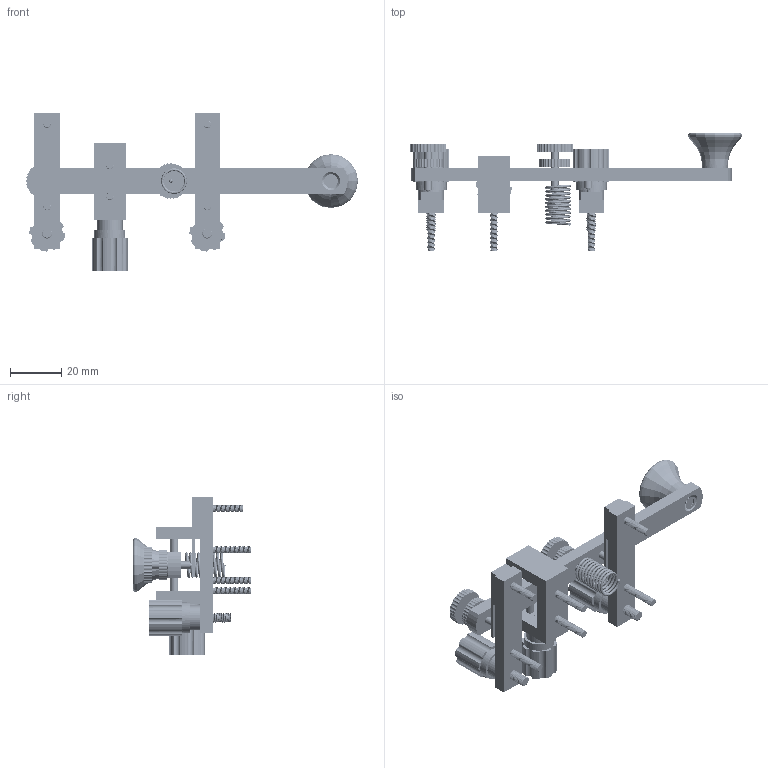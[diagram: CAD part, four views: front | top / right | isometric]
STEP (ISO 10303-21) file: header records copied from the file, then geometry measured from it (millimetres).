
FILE_DESCRIPTION(/* description */ (''),/* implementation_level */ '2;1');
FILE_NAME(/* name */ '2024-02-16_Morse_Key v23.step',/* time_stamp */ '2024-02-16T21:29:06+01:00',/* author */ (''),/* organization */ (''),/* preprocessor_version */ 'ST-DEVELOPER v20',/* originating_system */ 'Autodesk Translation Framework v12.20.1.177',/* authorisation */ '');
FILE_SCHEMA (('AUTOMOTIVE_DESIGN { 1 0 10303 214 3 1 1 }'));
Products named in the file (10): 2024-02-16_Morse_Key; Aufsatz; Wippenblock; Wippe; Griff; Kontaktschraube; Bananenklemme (1); Feder; Kontaktblock; Bananenklemme
Assembly tree (11 placements, depth 5):
  2024-02-16_Morse_Key
    Aufsatz
      Wippenblock
        Wippe
          Kontaktschraube  x2
          Griff
        Bananenklemme (1)
      Kontaktblock  x2
        Bananenklemme
      Feder
Bounding box: 129.55 x 46.18 x 61.52 mm (x, y, z)
Volume: 27915.8 mm3; surface area: 24210.1 mm2
Topology: 29 solids, 29 shells, 1131 faces, 3121 edges, 2060 vertices
Faces by surface type: cylinder 887, plane 202, cone 24, bspline 18
Full cylindrical faces by diameter (mm): 2 x6, 2.356 x90, 2.529 x18, 2.927 x156, 3 x4, 3.111 x12, 3.908 x23, 4 x4, 5.884 x6, 10 x3, 12 x3
Entity records: 43703 total; most frequent: CARTESIAN_POINT 26443, ORIENTED_EDGE 3868, DIRECTION 3107, EDGE_CURVE 1934, VERTEX_POINT 1276, AXIS2_PLACEMENT_3D 1187, EDGE_LOOP 760, LINE 733
